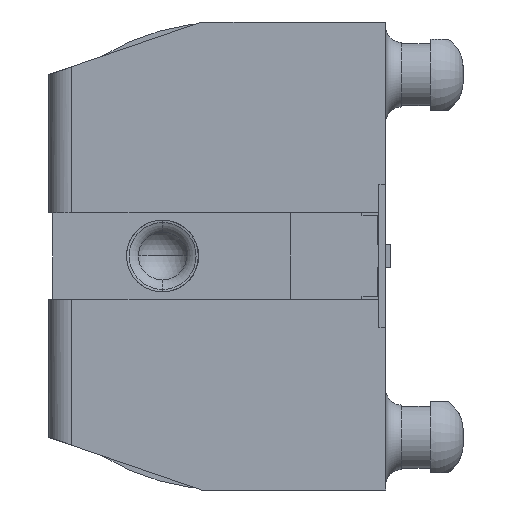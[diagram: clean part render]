
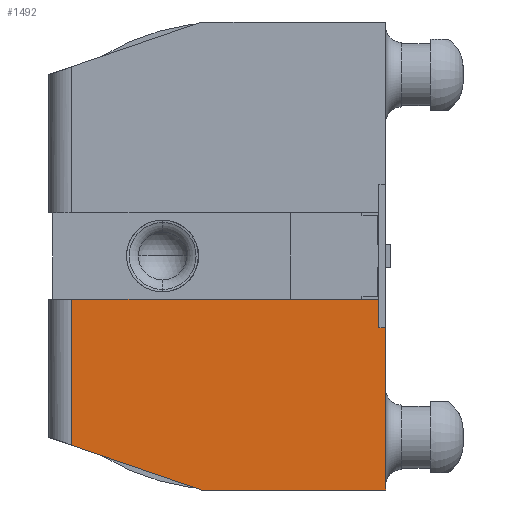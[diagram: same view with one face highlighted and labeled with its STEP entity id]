
A CAD part, left-side view. The second image highlights one B-rep face of the part: STEP entity #1492.
In plain terms, the highlighted planar face has unit normal (-1, 0, 0).
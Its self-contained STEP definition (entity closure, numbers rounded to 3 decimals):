
#46 = CARTESIAN_POINT ( 'NONE',  ( -38.53, 0., 10.33 ) ) ;
#55 = AXIS2_PLACEMENT_3D ( 'NONE', #1474, #7280, #4394 ) ;
#410 = PLANE ( 'NONE',  #55 ) ;
#502 = VERTEX_POINT ( 'NONE', #4808 ) ;
#578 = ORIENTED_EDGE ( 'NONE', *, *, #5107, .T. ) ;
#715 = CARTESIAN_POINT ( 'NONE',  ( -38.53, 13.843, -1.905 ) ) ;
#830 = DIRECTION ( 'NONE',  ( 0., 1., 0. ) ) ;
#925 = LINE ( 'NONE', #1496, #1065 ) ;
#997 = ORIENTED_EDGE ( 'NONE', *, *, #4220, .T. ) ;
#1065 = VECTOR ( 'NONE', #3856, 1000. ) ;
#1474 = CARTESIAN_POINT ( 'NONE',  ( -38.53, 14.86, 10.33 ) ) ;
#1492 = ADVANCED_FACE ( 'NONE', ( #5491 ), #410, .F. ) ;
#1496 = CARTESIAN_POINT ( 'NONE',  ( -38.53, 13.843, -8. ) ) ;
#1505 = CARTESIAN_POINT ( 'NONE',  ( -38.53, 14.859, -8. ) ) ;
#1549 = VERTEX_POINT ( 'NONE', #5031 ) ;
#1892 = DIRECTION ( 'NONE',  ( 0., 0., 1. ) ) ;
#1917 = CARTESIAN_POINT ( 'NONE',  ( -38.53, 8.106, -10.325 ) ) ;
#2070 = LINE ( 'NONE', #1505, #2913 ) ;
#2146 = VERTEX_POINT ( 'NONE', #6770 ) ;
#2311 = EDGE_LOOP ( 'NONE', ( #4656, #5851, #4093, #578, #997 ) ) ;
#2383 = VERTEX_POINT ( 'NONE', #4887 ) ;
#2913 = VECTOR ( 'NONE', #5609, 1000. ) ;
#3498 = EDGE_CURVE ( 'NONE', #2383, #5127, #4201, .T. ) ;
#3624 = VECTOR ( 'NONE', #7236, 1000. ) ;
#3710 = VECTOR ( 'NONE', #1892, 1000. ) ;
#3856 = DIRECTION ( 'NONE',  ( 0., 0., -1. ) ) ;
#4093 = ORIENTED_EDGE ( 'NONE', *, *, #7148, .T. ) ;
#4201 = LINE ( 'NONE', #6027, #6257 ) ;
#4220 = EDGE_CURVE ( 'NONE', #1549, #2383, #5245, .T. ) ;
#4394 = DIRECTION ( 'NONE',  ( 0., 0., -1. ) ) ;
#4656 = ORIENTED_EDGE ( 'NONE', *, *, #3498, .T. ) ;
#4808 = CARTESIAN_POINT ( 'NONE',  ( -38.53, 13.843, -8.35 ) ) ;
#4887 = CARTESIAN_POINT ( 'NONE',  ( -38.53, 0., -1.905 ) ) ;
#4912 = LINE ( 'NONE', #1917, #3624 ) ;
#5031 = CARTESIAN_POINT ( 'NONE',  ( -38.53, 0., -10.325 ) ) ;
#5107 = EDGE_CURVE ( 'NONE', #2146, #1549, #4912, .T. ) ;
#5127 = VERTEX_POINT ( 'NONE', #715 ) ;
#5245 = LINE ( 'NONE', #46, #3710 ) ;
#5491 = FACE_OUTER_BOUND ( 'NONE', #2311, .T. ) ;
#5609 = DIRECTION ( 'NONE',  ( 0., -0.946, -0.326 ) ) ;
#5851 = ORIENTED_EDGE ( 'NONE', *, *, #7471, .T. ) ;
#6027 = CARTESIAN_POINT ( 'NONE',  ( -38.53, 4.191, -1.905 ) ) ;
#6257 = VECTOR ( 'NONE', #830, 1000. ) ;
#6770 = CARTESIAN_POINT ( 'NONE',  ( -38.53, 8.106, -10.325 ) ) ;
#7148 = EDGE_CURVE ( 'NONE', #502, #2146, #2070, .T. ) ;
#7236 = DIRECTION ( 'NONE',  ( 0., -1., 0. ) ) ;
#7280 = DIRECTION ( 'NONE',  ( 1., 0., 0. ) ) ;
#7471 = EDGE_CURVE ( 'NONE', #5127, #502, #925, .T. ) ;
